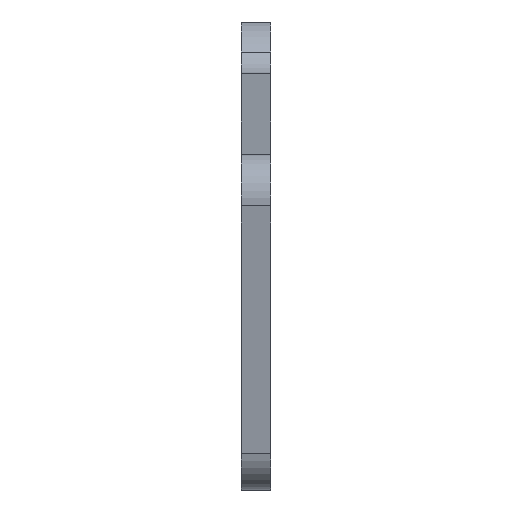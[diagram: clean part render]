
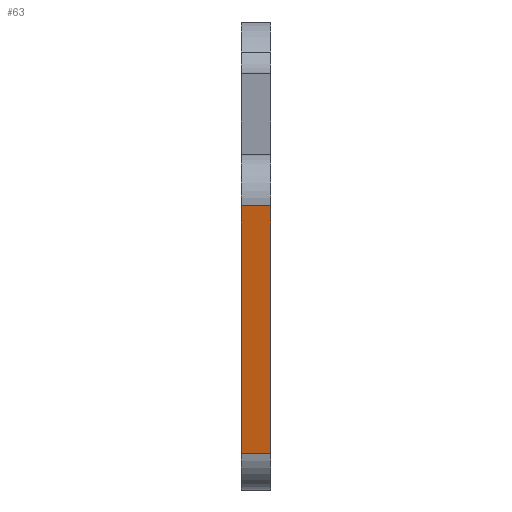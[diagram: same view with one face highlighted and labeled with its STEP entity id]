
A CAD part, left-side view. The second image highlights one B-rep face of the part: STEP entity #63.
In plain terms, the highlighted planar face has unit normal (-0.983, 0, -0.183).
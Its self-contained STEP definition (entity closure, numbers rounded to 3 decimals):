
#9 = VERTEX_POINT ( 'NONE', #773 ) ;
#22 = CARTESIAN_POINT ( 'NONE',  ( -94.291, 1., -91.953 ) ) ;
#63 = ADVANCED_FACE ( 'NONE', ( #627 ), #150, .F. ) ;
#66 = DIRECTION ( 'NONE',  ( -0.183, 0., 0.983 ) ) ;
#74 = ORIENTED_EDGE ( 'NONE', *, *, #896, .T. ) ;
#83 = LINE ( 'NONE', #702, #901 ) ;
#85 = CARTESIAN_POINT ( 'NONE',  ( -94.291, 1., -91.953 ) ) ;
#87 = DIRECTION ( 'NONE',  ( -0.183, 0., 0.983 ) ) ;
#150 = PLANE ( 'NONE',  #1002 ) ;
#151 = ORIENTED_EDGE ( 'NONE', *, *, #414, .F. ) ;
#201 = EDGE_CURVE ( 'NONE', #429, #9, #798, .T. ) ;
#256 = LINE ( 'NONE', #85, #637 ) ;
#299 = DIRECTION ( 'NONE',  ( 0.183, 0., -0.983 ) ) ;
#320 = ORIENTED_EDGE ( 'NONE', *, *, #628, .T. ) ;
#374 = CARTESIAN_POINT ( 'NONE',  ( -94.291, 1., -91.953 ) ) ;
#414 = EDGE_CURVE ( 'NONE', #9, #921, #771, .T. ) ;
#422 = CARTESIAN_POINT ( 'NONE',  ( -97.398, -1., -75.24 ) ) ;
#429 = VERTEX_POINT ( 'NONE', #374 ) ;
#555 = DIRECTION ( 'NONE',  ( 0., -1., 0. ) ) ;
#627 = FACE_OUTER_BOUND ( 'NONE', #813, .T. ) ;
#628 = EDGE_CURVE ( 'NONE', #429, #697, #256, .T. ) ;
#637 = VECTOR ( 'NONE', #555, 1000. ) ;
#686 = ORIENTED_EDGE ( 'NONE', *, *, #201, .F. ) ;
#692 = CARTESIAN_POINT ( 'NONE',  ( -94.291, 1., -91.953 ) ) ;
#697 = VERTEX_POINT ( 'NONE', #911 ) ;
#702 = CARTESIAN_POINT ( 'NONE',  ( -94.291, -1., -91.953 ) ) ;
#771 = LINE ( 'NONE', #1029, #1031 ) ;
#773 = CARTESIAN_POINT ( 'NONE',  ( -97.398, 1., -75.24 ) ) ;
#798 = LINE ( 'NONE', #22, #814 ) ;
#813 = EDGE_LOOP ( 'NONE', ( #74, #151, #686, #320 ) ) ;
#814 = VECTOR ( 'NONE', #87, 1000. ) ;
#854 = DIRECTION ( 'NONE',  ( 0., -1., 0. ) ) ;
#896 = EDGE_CURVE ( 'NONE', #697, #921, #83, .T. ) ;
#901 = VECTOR ( 'NONE', #66, 1000. ) ;
#911 = CARTESIAN_POINT ( 'NONE',  ( -94.291, -1., -91.953 ) ) ;
#921 = VERTEX_POINT ( 'NONE', #422 ) ;
#1002 = AXIS2_PLACEMENT_3D ( 'NONE', #692, #1016, #299 ) ;
#1016 = DIRECTION ( 'NONE',  ( 0.983, 0., 0.183 ) ) ;
#1029 = CARTESIAN_POINT ( 'NONE',  ( -97.398, 1., -75.24 ) ) ;
#1031 = VECTOR ( 'NONE', #854, 1000. ) ;
